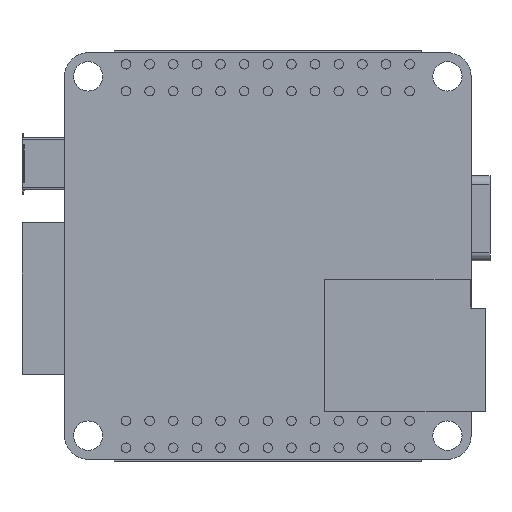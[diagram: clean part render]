
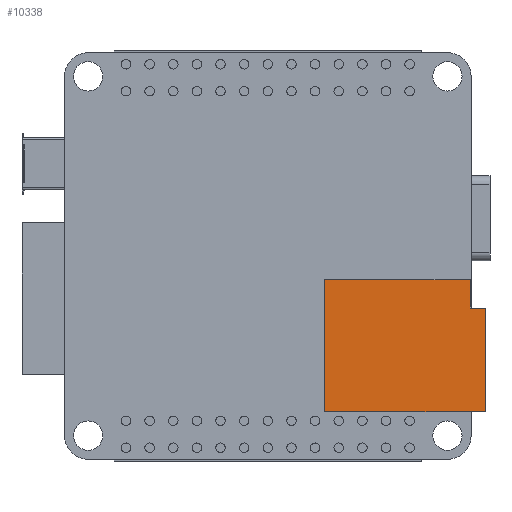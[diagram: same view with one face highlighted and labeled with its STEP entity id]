
A CAD part, front view. The second image highlights one B-rep face of the part: STEP entity #10338.
In plain terms, the highlighted planar face has unit normal (0, -1, 0).
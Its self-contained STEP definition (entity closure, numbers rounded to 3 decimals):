
#119 = CARTESIAN_POINT ( 'NONE',  ( 0., -1.9, 0. ) ) ;
#367 = CARTESIAN_POINT ( 'NONE',  ( 44.5, -1.9, -38. ) ) ;
#409 = EDGE_CURVE ( 'NONE', #11501, #11796, #20443, .T. ) ;
#428 = DIRECTION ( 'NONE',  ( 0., 0., -1. ) ) ;
#1036 = VECTOR ( 'NONE', #16384, 1000. ) ;
#1164 = CARTESIAN_POINT ( 'NONE',  ( 44.5, -1.9, -27. ) ) ;
#1202 = DIRECTION ( 'NONE',  ( 0., 0., 1. ) ) ;
#2024 = VERTEX_POINT ( 'NONE', #15742 ) ;
#2080 = VECTOR ( 'NONE', #3421, 1000. ) ;
#2670 = ORIENTED_EDGE ( 'NONE', *, *, #8340, .T. ) ;
#3421 = DIRECTION ( 'NONE',  ( -1., 0., 0. ) ) ;
#3528 = CARTESIAN_POINT ( 'NONE',  ( 42.9, -1.9, -27. ) ) ;
#3706 = DIRECTION ( 'NONE',  ( 1., 0., 0. ) ) ;
#3992 = CARTESIAN_POINT ( 'NONE',  ( 27.5, -1.9, -24. ) ) ;
#4211 = PLANE ( 'NONE',  #20781 ) ;
#4337 = CARTESIAN_POINT ( 'NONE',  ( 42.9, -1.9, -24. ) ) ;
#4983 = LINE ( 'NONE', #18690, #18724 ) ;
#5291 = EDGE_LOOP ( 'NONE', ( #7176, #15442, #18225, #15741, #7358, #2670 ) ) ;
#5497 = DIRECTION ( 'NONE',  ( 0., 0., 1. ) ) ;
#5809 = FACE_OUTER_BOUND ( 'NONE', #5291, .T. ) ;
#6970 = LINE ( 'NONE', #3992, #19135 ) ;
#7176 = ORIENTED_EDGE ( 'NONE', *, *, #18325, .T. ) ;
#7358 = ORIENTED_EDGE ( 'NONE', *, *, #409, .T. ) ;
#8201 = CARTESIAN_POINT ( 'NONE',  ( 42.9, -1.9, -27. ) ) ;
#8340 = EDGE_CURVE ( 'NONE', #11796, #13477, #9820, .T. ) ;
#8704 = VECTOR ( 'NONE', #3706, 1000. ) ;
#8838 = CARTESIAN_POINT ( 'NONE',  ( 27.5, -1.9, -24. ) ) ;
#9820 = LINE ( 'NONE', #16496, #1036 ) ;
#10338 = ADVANCED_FACE ( 'NONE', ( #5809 ), #4211, .T. ) ;
#11137 = DIRECTION ( 'NONE',  ( 0., -1., 0. ) ) ;
#11493 = VERTEX_POINT ( 'NONE', #367 ) ;
#11501 = VERTEX_POINT ( 'NONE', #8201 ) ;
#11796 = VERTEX_POINT ( 'NONE', #12894 ) ;
#11825 = LINE ( 'NONE', #18389, #8704 ) ;
#12894 = CARTESIAN_POINT ( 'NONE',  ( 42.9, -1.9, -24. ) ) ;
#13093 = EDGE_CURVE ( 'NONE', #15446, #11501, #18214, .T. ) ;
#13477 = VERTEX_POINT ( 'NONE', #8838 ) ;
#14060 = VECTOR ( 'NONE', #1202, 1000. ) ;
#14467 = EDGE_CURVE ( 'NONE', #2024, #11493, #11825, .T. ) ;
#15442 = ORIENTED_EDGE ( 'NONE', *, *, #14467, .T. ) ;
#15446 = VERTEX_POINT ( 'NONE', #1164 ) ;
#15741 = ORIENTED_EDGE ( 'NONE', *, *, #13093, .T. ) ;
#15742 = CARTESIAN_POINT ( 'NONE',  ( 27.5, -1.9, -38. ) ) ;
#16384 = DIRECTION ( 'NONE',  ( -1., 0., 0. ) ) ;
#16496 = CARTESIAN_POINT ( 'NONE',  ( 27.5, -1.9, -24. ) ) ;
#16907 = EDGE_CURVE ( 'NONE', #11493, #15446, #4983, .T. ) ;
#17707 = DIRECTION ( 'NONE',  ( 0., 0., -1. ) ) ;
#18214 = LINE ( 'NONE', #3528, #2080 ) ;
#18225 = ORIENTED_EDGE ( 'NONE', *, *, #16907, .T. ) ;
#18325 = EDGE_CURVE ( 'NONE', #13477, #2024, #6970, .T. ) ;
#18389 = CARTESIAN_POINT ( 'NONE',  ( 27.5, -1.9, -38. ) ) ;
#18690 = CARTESIAN_POINT ( 'NONE',  ( 44.5, -1.9, -27. ) ) ;
#18724 = VECTOR ( 'NONE', #5497, 1000. ) ;
#19135 = VECTOR ( 'NONE', #428, 1000. ) ;
#20443 = LINE ( 'NONE', #4337, #14060 ) ;
#20781 = AXIS2_PLACEMENT_3D ( 'NONE', #119, #11137, #17707 ) ;
